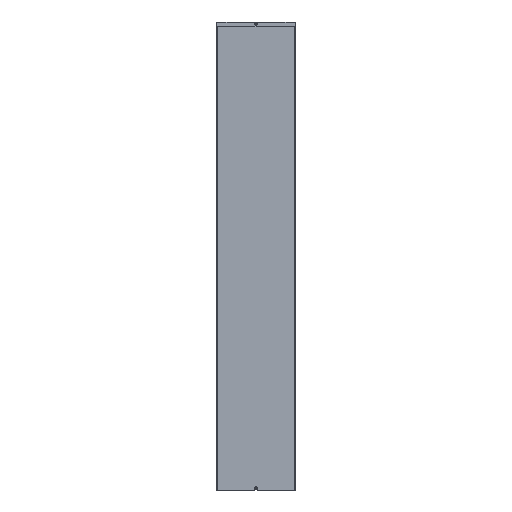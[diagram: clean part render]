
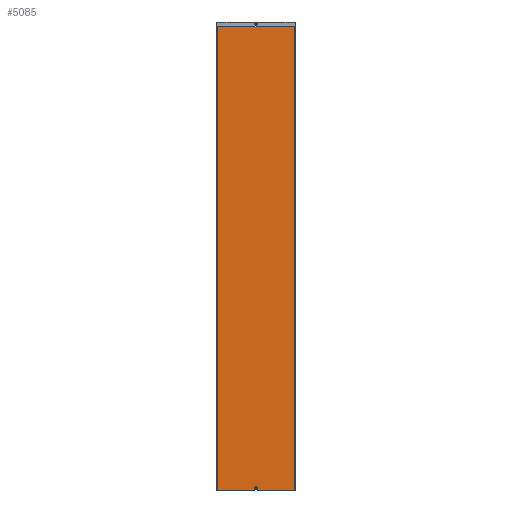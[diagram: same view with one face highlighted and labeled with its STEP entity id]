
A CAD part, front view. The second image highlights one B-rep face of the part: STEP entity #5085.
In plain terms, the highlighted planar face has unit normal (0, -1, 0).
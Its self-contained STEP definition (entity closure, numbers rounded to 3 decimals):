
#89 = CIRCLE ( 'NONE', #7227, 0.5 ) ;
#168 = CARTESIAN_POINT ( 'NONE',  ( 11.061, 0., -2968.854 ) ) ;
#183 = CARTESIAN_POINT ( 'NONE',  ( 10.854, 0., -2968.646 ) ) ;
#236 = CARTESIAN_POINT ( 'NONE',  ( -249., 0., 0. ) ) ;
#244 = CARTESIAN_POINT ( 'NONE',  ( 0., 0., -2955. ) ) ;
#283 = CARTESIAN_POINT ( 'NONE',  ( 0., 0., -2955. ) ) ;
#326 = ORIENTED_EDGE ( 'NONE', *, *, #515, .T. ) ;
#515 = EDGE_CURVE ( 'NONE', #1439, #7503, #89, .T. ) ;
#533 = DIRECTION ( 'NONE',  ( 1., 0., 0. ) ) ;
#560 = ORIENTED_EDGE ( 'NONE', *, *, #3320, .F. ) ;
#561 = DIRECTION ( 'NONE',  ( 1., 0., 0. ) ) ;
#627 = VERTEX_POINT ( 'NONE', #1666 ) ;
#714 = CIRCLE ( 'NONE', #2726, 7.3 ) ;
#759 = CARTESIAN_POINT ( 'NONE',  ( -11.414, 0., -2969. ) ) ;
#783 = ORIENTED_EDGE ( 'NONE', *, *, #4527, .T. ) ;
#820 = DIRECTION ( 'NONE',  ( 0.707, 0., -0.707 ) ) ;
#877 = DIRECTION ( 'NONE',  ( 0., 0., 1. ) ) ;
#910 = DIRECTION ( 'NONE',  ( 0., 0., 1. ) ) ;
#952 = CARTESIAN_POINT ( 'NONE',  ( 249., 0., -2969. ) ) ;
#955 = CARTESIAN_POINT ( 'NONE',  ( -10.854, 0., -2968.646 ) ) ;
#1135 = CARTESIAN_POINT ( 'NONE',  ( 10.5, 0., -2969. ) ) ;
#1380 = EDGE_CURVE ( 'NONE', #4238, #5279, #3560, .T. ) ;
#1402 = CIRCLE ( 'NONE', #2907, 0.5 ) ;
#1439 = VERTEX_POINT ( 'NONE', #955 ) ;
#1493 = CARTESIAN_POINT ( 'NONE',  ( -10.5, 0., -2969. ) ) ;
#1666 = CARTESIAN_POINT ( 'NONE',  ( 0., 0., -2962.3 ) ) ;
#1681 = VECTOR ( 'NONE', #561, 1000. ) ;
#1706 = VECTOR ( 'NONE', #3133, 1000. ) ;
#1712 = LINE ( 'NONE', #3785, #1706 ) ;
#1774 = FACE_BOUND ( 'NONE', #6758, .T. ) ;
#1783 = DIRECTION ( 'NONE',  ( 0., 0., 1. ) ) ;
#1918 = LINE ( 'NONE', #236, #5143 ) ;
#1962 = LINE ( 'NONE', #7394, #4226 ) ;
#2109 = AXIS2_PLACEMENT_3D ( 'NONE', #1135, #5672, #1783 ) ;
#2152 = DIRECTION ( 'NONE',  ( 0., 0., 1. ) ) ;
#2155 = VERTEX_POINT ( 'NONE', #168 ) ;
#2223 = EDGE_CURVE ( 'NONE', #6764, #627, #2626, .T. ) ;
#2340 = CARTESIAN_POINT ( 'NONE',  ( 10.5, 0., -2968.5 ) ) ;
#2467 = LINE ( 'NONE', #5803, #6975 ) ;
#2520 = EDGE_CURVE ( 'NONE', #5279, #1439, #5249, .T. ) ;
#2575 = DIRECTION ( 'NONE',  ( 0.707, 0., 0.707 ) ) ;
#2611 = VECTOR ( 'NONE', #6002, 1000. ) ;
#2614 = CARTESIAN_POINT ( 'NONE',  ( 0., 0., 0. ) ) ;
#2626 = CIRCLE ( 'NONE', #5224, 7.3 ) ;
#2703 = LINE ( 'NONE', #5695, #1681 ) ;
#2726 = AXIS2_PLACEMENT_3D ( 'NONE', #244, #4743, #877 ) ;
#2776 = ORIENTED_EDGE ( 'NONE', *, *, #4831, .F. ) ;
#2836 = CARTESIAN_POINT ( 'NONE',  ( -11.414, 0., -2968.5 ) ) ;
#2844 = EDGE_CURVE ( 'NONE', #627, #6764, #714, .T. ) ;
#2907 = AXIS2_PLACEMENT_3D ( 'NONE', #7426, #3536, #8075 ) ;
#2952 = VERTEX_POINT ( 'NONE', #952 ) ;
#3023 = CARTESIAN_POINT ( 'NONE',  ( -249., 0., 0. ) ) ;
#3050 = VERTEX_POINT ( 'NONE', #2340 ) ;
#3074 = PLANE ( 'NONE',  #4499 ) ;
#3133 = DIRECTION ( 'NONE',  ( 1., 0., 0. ) ) ;
#3159 = CARTESIAN_POINT ( 'NONE',  ( 249., 0., 0. ) ) ;
#3188 = CARTESIAN_POINT ( 'NONE',  ( -11.061, 0., -2968.854 ) ) ;
#3306 = EDGE_CURVE ( 'NONE', #4330, #2155, #4007, .T. ) ;
#3320 = EDGE_CURVE ( 'NONE', #5727, #5248, #1918, .T. ) ;
#3372 = ORIENTED_EDGE ( 'NONE', *, *, #2844, .T. ) ;
#3492 = DIRECTION ( 'NONE',  ( 1., 0., 0. ) ) ;
#3508 = DIRECTION ( 'NONE',  ( 0., 0., 1. ) ) ;
#3536 = DIRECTION ( 'NONE',  ( 0., -1., 0. ) ) ;
#3560 = CIRCLE ( 'NONE', #5223, 0.5 ) ;
#3592 = CARTESIAN_POINT ( 'NONE',  ( 0., 0., -2947.7 ) ) ;
#3731 = ORIENTED_EDGE ( 'NONE', *, *, #7153, .T. ) ;
#3785 = CARTESIAN_POINT ( 'NONE',  ( -250., 0., -2969. ) ) ;
#3796 = DIRECTION ( 'NONE',  ( 1., 0., 0. ) ) ;
#4007 = LINE ( 'NONE', #6016, #5431 ) ;
#4226 = VECTOR ( 'NONE', #3508, 1000. ) ;
#4238 = VERTEX_POINT ( 'NONE', #759 ) ;
#4330 = VERTEX_POINT ( 'NONE', #183 ) ;
#4401 = DIRECTION ( 'NONE',  ( 0., -1., 0. ) ) ;
#4434 = ORIENTED_EDGE ( 'NONE', *, *, #5304, .T. ) ;
#4499 = AXIS2_PLACEMENT_3D ( 'NONE', #6937, #4401, #533 ) ;
#4527 = EDGE_CURVE ( 'NONE', #7215, #4238, #7068, .T. ) ;
#4692 = CARTESIAN_POINT ( 'NONE',  ( -250., 0., -2968.5 ) ) ;
#4743 = DIRECTION ( 'NONE',  ( 0., 1., 0. ) ) ;
#4750 = CARTESIAN_POINT ( 'NONE',  ( -249., 0., -2969. ) ) ;
#4782 = DIRECTION ( 'NONE',  ( 0., 1., 0. ) ) ;
#4831 = EDGE_CURVE ( 'NONE', #7215, #6820, #1962, .T. ) ;
#4883 = EDGE_CURVE ( 'NONE', #2155, #7540, #1402, .T. ) ;
#5085 = ADVANCED_FACE ( 'NONE', ( #1774, #5398 ), #3074, .T. ) ;
#5099 = EDGE_CURVE ( 'NONE', #6820, #5727, #2703, .T. ) ;
#5143 = VECTOR ( 'NONE', #6690, 1000. ) ;
#5178 = LINE ( 'NONE', #4692, #2611 ) ;
#5223 = AXIS2_PLACEMENT_3D ( 'NONE', #2836, #7379, #3492 ) ;
#5224 = AXIS2_PLACEMENT_3D ( 'NONE', #283, #4782, #910 ) ;
#5248 = VERTEX_POINT ( 'NONE', #3159 ) ;
#5249 = LINE ( 'NONE', #7098, #7378 ) ;
#5279 = VERTEX_POINT ( 'NONE', #3188 ) ;
#5304 = EDGE_CURVE ( 'NONE', #2952, #5248, #2467, .T. ) ;
#5342 = CIRCLE ( 'NONE', #2109, 0.5 ) ;
#5346 = ORIENTED_EDGE ( 'NONE', *, *, #4883, .T. ) ;
#5373 = VECTOR ( 'NONE', #3796, 1000. ) ;
#5398 = FACE_OUTER_BOUND ( 'NONE', #7206, .T. ) ;
#5431 = VECTOR ( 'NONE', #820, 1000. ) ;
#5533 = ORIENTED_EDGE ( 'NONE', *, *, #6406, .T. ) ;
#5672 = DIRECTION ( 'NONE',  ( 0., 1., 0. ) ) ;
#5695 = CARTESIAN_POINT ( 'NONE',  ( 250., 0., 0. ) ) ;
#5727 = VERTEX_POINT ( 'NONE', #2614 ) ;
#5803 = CARTESIAN_POINT ( 'NONE',  ( 249., 0., -2969. ) ) ;
#5865 = ORIENTED_EDGE ( 'NONE', *, *, #6961, .T. ) ;
#6002 = DIRECTION ( 'NONE',  ( 1., 0., 0. ) ) ;
#6016 = CARTESIAN_POINT ( 'NONE',  ( 11.207, 0., -2969. ) ) ;
#6044 = ORIENTED_EDGE ( 'NONE', *, *, #2223, .T. ) ;
#6174 = ORIENTED_EDGE ( 'NONE', *, *, #5099, .F. ) ;
#6314 = ORIENTED_EDGE ( 'NONE', *, *, #1380, .T. ) ;
#6403 = CARTESIAN_POINT ( 'NONE',  ( -10.5, 0., -2968.5 ) ) ;
#6406 = EDGE_CURVE ( 'NONE', #3050, #4330, #5342, .T. ) ;
#6467 = DIRECTION ( 'NONE',  ( 0., 0., 1. ) ) ;
#6682 = DIRECTION ( 'NONE',  ( 0., 1., 0. ) ) ;
#6690 = DIRECTION ( 'NONE',  ( 1., 0., 0. ) ) ;
#6758 = EDGE_LOOP ( 'NONE', ( #6044, #3372 ) ) ;
#6764 = VERTEX_POINT ( 'NONE', #3592 ) ;
#6820 = VERTEX_POINT ( 'NONE', #3023 ) ;
#6828 = ORIENTED_EDGE ( 'NONE', *, *, #3306, .T. ) ;
#6937 = CARTESIAN_POINT ( 'NONE',  ( 250., 0., -2969. ) ) ;
#6961 = EDGE_CURVE ( 'NONE', #7540, #2952, #1712, .T. ) ;
#6975 = VECTOR ( 'NONE', #6467, 1000. ) ;
#7068 = LINE ( 'NONE', #8338, #5373 ) ;
#7098 = CARTESIAN_POINT ( 'NONE',  ( -11.207, 0., -2969. ) ) ;
#7153 = EDGE_CURVE ( 'NONE', #7503, #3050, #5178, .T. ) ;
#7206 = EDGE_LOOP ( 'NONE', ( #6828, #5346, #5865, #4434, #560, #6174, #2776, #783, #6314, #8110, #326, #3731, #5533 ) ) ;
#7215 = VERTEX_POINT ( 'NONE', #4750 ) ;
#7227 = AXIS2_PLACEMENT_3D ( 'NONE', #1493, #6682, #2152 ) ;
#7378 = VECTOR ( 'NONE', #2575, 1000. ) ;
#7379 = DIRECTION ( 'NONE',  ( 0., -1., 0. ) ) ;
#7394 = CARTESIAN_POINT ( 'NONE',  ( -249., 0., -2969. ) ) ;
#7426 = CARTESIAN_POINT ( 'NONE',  ( 11.414, 0., -2968.5 ) ) ;
#7503 = VERTEX_POINT ( 'NONE', #6403 ) ;
#7540 = VERTEX_POINT ( 'NONE', #7722 ) ;
#7722 = CARTESIAN_POINT ( 'NONE',  ( 11.414, 0., -2969. ) ) ;
#8075 = DIRECTION ( 'NONE',  ( 1., 0., 0. ) ) ;
#8110 = ORIENTED_EDGE ( 'NONE', *, *, #2520, .T. ) ;
#8338 = CARTESIAN_POINT ( 'NONE',  ( -250., 0., -2969. ) ) ;
